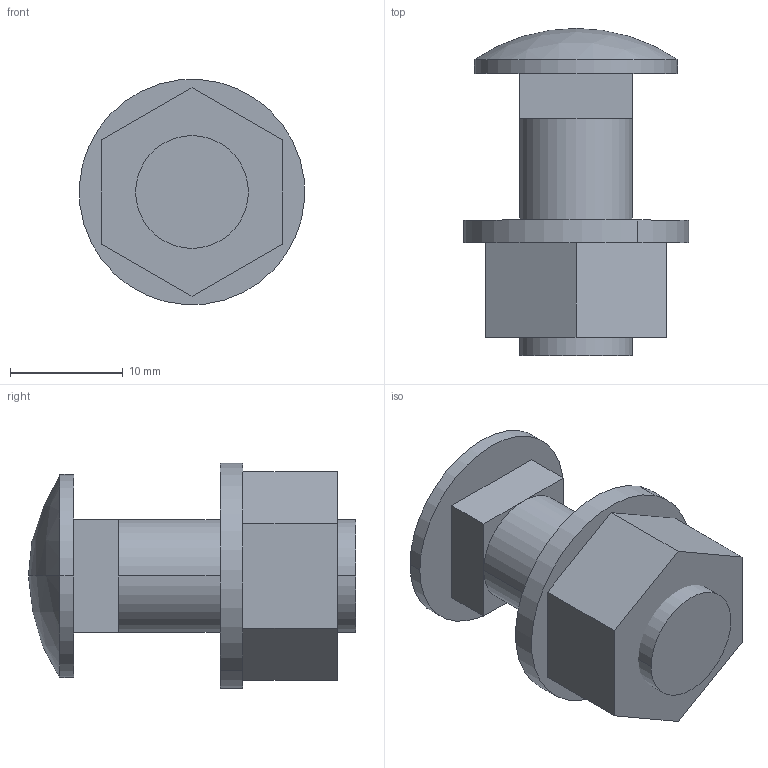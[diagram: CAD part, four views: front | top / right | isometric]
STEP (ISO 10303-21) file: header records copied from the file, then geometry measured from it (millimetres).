
FILE_DESCRIPTION (( 'STEP AP214' ), '1' );
FILE_NAME ('6407536.stp', '2016-08-24T08:01:22', ( '' ), ( '' ), 'SwSTEP 2.0', 'SolidWorks 2014', '' );
FILE_SCHEMA (( 'AUTOMOTIVE_DESIGN' ));
Length unit declared in the file: millimetre
Products named in the file (4): hex nut style 1 gradeab_iso_Hexagon Nut ISO - 4032 - M10 - D - N; plain washer normal grade a_iso_Washer ISO 7089 - 10; Flachrundschraube M10x25_M10x25-; 6407536
Assembly tree (3 placements, depth 2):
  6407536
    Flachrundschraube M10x25_M10x25-
    plain washer normal grade a_iso_Washer ISO 7089 - 10
    hex nut style 1 gradeab_iso_Hexagon Nut ISO - 4032 - M10 - D - N
Bounding box: 19.97 x 29 x 19.97 mm (x, y, z)
Volume: 4566.5 mm3; surface area: 3088.9 mm2
Topology: 3 solids, 3 shells, 32 faces, 68 edges, 43 vertices
Faces by surface type: plane 20, cylinder 10, sphere 2
Entity records: 1022 total; most frequent: DIRECTION 168, CARTESIAN_POINT 149, ORIENTED_EDGE 136, EDGE_CURVE 68, AXIS2_PLACEMENT_3D 62, LINE 44, VECTOR 44, VERTEX_POINT 43
